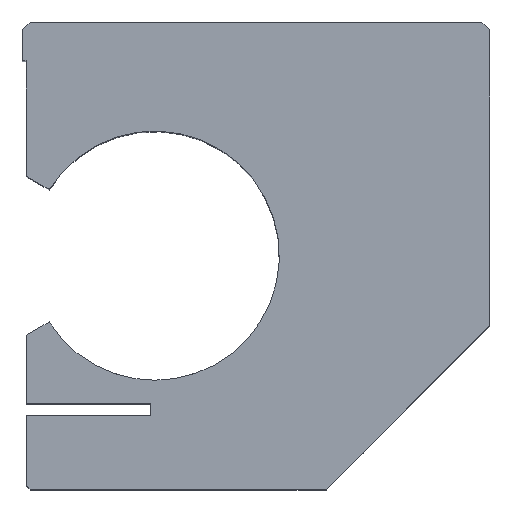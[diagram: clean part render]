
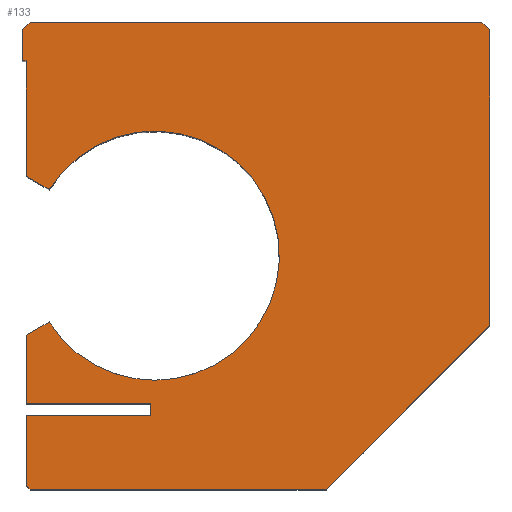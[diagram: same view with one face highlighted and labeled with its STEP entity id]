
A CAD part, top view. The second image highlights one B-rep face of the part: STEP entity #133.
In plain terms, the highlighted planar face has unit normal (0, 0, 1).
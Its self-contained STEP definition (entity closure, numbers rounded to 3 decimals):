
#133 = ADVANCED_FACE( '', ( #266 ), #267, .T. );
#266 = FACE_OUTER_BOUND( '', #400, .T. );
#267 = PLANE( '', #401 );
#400 = EDGE_LOOP( '', ( #856, #857, #858, #859, #860, #861, #862, #863, #864, #865, #866, #867, #868, #869, #870, #871, #872, #873, #874 ) );
#401 = AXIS2_PLACEMENT_3D( '', #875, #876, #877 );
#856 = ORIENTED_EDGE( '', *, *, #1014, .F. );
#857 = ORIENTED_EDGE( '', *, *, #1056, .F. );
#858 = ORIENTED_EDGE( '', *, *, #1053, .F. );
#859 = ORIENTED_EDGE( '', *, *, #1050, .F. );
#860 = ORIENTED_EDGE( '', *, *, #1047, .F. );
#861 = ORIENTED_EDGE( '', *, *, #901, .F. );
#862 = ORIENTED_EDGE( '', *, *, #1046, .F. );
#863 = ORIENTED_EDGE( '', *, *, #1042, .F. );
#864 = ORIENTED_EDGE( '', *, *, #1039, .F. );
#865 = ORIENTED_EDGE( '', *, *, #1004, .F. );
#866 = ORIENTED_EDGE( '', *, *, #1009, .F. );
#867 = ORIENTED_EDGE( '', *, *, #1037, .F. );
#868 = ORIENTED_EDGE( '', *, *, #1032, .F. );
#869 = ORIENTED_EDGE( '', *, *, #1029, .F. );
#870 = ORIENTED_EDGE( '', *, *, #1026, .F. );
#871 = ORIENTED_EDGE( '', *, *, #983, .F. );
#872 = ORIENTED_EDGE( '', *, *, #1024, .F. );
#873 = ORIENTED_EDGE( '', *, *, #1021, .F. );
#874 = ORIENTED_EDGE( '', *, *, #1018, .F. );
#875 = CARTESIAN_POINT( '', ( 0., 0., 54. ) );
#876 = DIRECTION( '', ( 0., 0., 1. ) );
#877 = DIRECTION( '', ( 1., 0., 0. ) );
#901 = EDGE_CURVE( '', #1058, #1061, #1062, .T. );
#983 = EDGE_CURVE( '', #1208, #1210, #1211, .T. );
#1004 = EDGE_CURVE( '', #1233, #1235, #1236, .T. );
#1009 = EDGE_CURVE( '', #1242, #1233, #1244, .T. );
#1014 = EDGE_CURVE( '', #1249, #1250, #1251, .T. );
#1018 = EDGE_CURVE( '', #1250, #1257, #1258, .T. );
#1021 = EDGE_CURVE( '', #1257, #1262, #1263, .T. );
#1024 = EDGE_CURVE( '', #1262, #1208, #1267, .T. );
#1026 = EDGE_CURVE( '', #1210, #1269, #1270, .T. );
#1029 = EDGE_CURVE( '', #1269, #1274, #1275, .T. );
#1032 = EDGE_CURVE( '', #1274, #1279, #1280, .T. );
#1037 = EDGE_CURVE( '', #1279, #1242, #1287, .T. );
#1039 = EDGE_CURVE( '', #1235, #1289, #1290, .T. );
#1042 = EDGE_CURVE( '', #1289, #1294, #1295, .T. );
#1046 = EDGE_CURVE( '', #1294, #1058, #1300, .T. );
#1047 = EDGE_CURVE( '', #1061, #1301, #1302, .T. );
#1050 = EDGE_CURVE( '', #1301, #1306, #1307, .T. );
#1053 = EDGE_CURVE( '', #1306, #1311, #1312, .T. );
#1056 = EDGE_CURVE( '', #1311, #1249, #1316, .T. );
#1058 = VERTEX_POINT( '', #1318 );
#1061 = VERTEX_POINT( '', #1322 );
#1062 = CIRCLE( '', #1323, 16. );
#1208 = VERTEX_POINT( '', #1574 );
#1210 = VERTEX_POINT( '', #1577 );
#1211 = LINE( '', #1578, #1579 );
#1233 = VERTEX_POINT( '', #1636 );
#1235 = VERTEX_POINT( '', #1639 );
#1236 = LINE( '', #1640, #1641 );
#1242 = VERTEX_POINT( '', #1650 );
#1244 = LINE( '', #1653, #1654 );
#1249 = VERTEX_POINT( '', #1659 );
#1250 = VERTEX_POINT( '', #1660 );
#1251 = LINE( '', #1661, #1662 );
#1257 = VERTEX_POINT( '', #1671 );
#1258 = LINE( '', #1672, #1673 );
#1262 = VERTEX_POINT( '', #1679 );
#1263 = LINE( '', #1680, #1681 );
#1267 = LINE( '', #1687, #1688 );
#1269 = VERTEX_POINT( '', #1691 );
#1270 = LINE( '', #1692, #1693 );
#1274 = VERTEX_POINT( '', #1699 );
#1275 = LINE( '', #1700, #1701 );
#1279 = VERTEX_POINT( '', #1707 );
#1280 = LINE( '', #1708, #1709 );
#1287 = LINE( '', #1720, #1721 );
#1289 = VERTEX_POINT( '', #1724 );
#1290 = LINE( '', #1725, #1726 );
#1294 = VERTEX_POINT( '', #1732 );
#1295 = LINE( '', #1733, #1734 );
#1300 = CIRCLE( '', #1741, 16. );
#1301 = VERTEX_POINT( '', #1742 );
#1302 = LINE( '', #1743, #1744 );
#1306 = VERTEX_POINT( '', #1750 );
#1307 = LINE( '', #1751, #1752 );
#1311 = VERTEX_POINT( '', #1758 );
#1312 = LINE( '', #1759, #1760 );
#1316 = LINE( '', #1766, #1767 );
#1318 = CARTESIAN_POINT( '', ( 0.555, 21.5, 54. ) );
#1322 = CARTESIAN_POINT( '', ( -26.555, 38.5, 54. ) );
#1323 = AXIS2_PLACEMENT_3D( '', #1771, #1772, #1773 );
#1574 = CARTESIAN_POINT( '', ( 30., 21., 54. ) );
#1577 = CARTESIAN_POINT( '', ( 9., 0., 54. ) );
#1578 = CARTESIAN_POINT( '', ( 9., 0., 54. ) );
#1579 = VECTOR( '', #1930, 1. );
#1636 = CARTESIAN_POINT( '', ( -13.5, 11., 54. ) );
#1639 = CARTESIAN_POINT( '', ( -29.5, 11., 54. ) );
#1640 = CARTESIAN_POINT( '', ( -29.5, 11., 54. ) );
#1641 = VECTOR( '', #1982, 1. );
#1650 = CARTESIAN_POINT( '', ( -13.5, 9.5, 54. ) );
#1653 = CARTESIAN_POINT( '', ( -13.5, 11., 54. ) );
#1654 = VECTOR( '', #1987, 1. );
#1659 = CARTESIAN_POINT( '', ( -30., 59., 54. ) );
#1660 = CARTESIAN_POINT( '', ( -29., 60., 54. ) );
#1661 = CARTESIAN_POINT( '', ( -29., 60., 54. ) );
#1662 = VECTOR( '', #2000, 1. );
#1671 = CARTESIAN_POINT( '', ( 29., 60., 54. ) );
#1672 = CARTESIAN_POINT( '', ( 29., 60., 54. ) );
#1673 = VECTOR( '', #2004, 1. );
#1679 = CARTESIAN_POINT( '', ( 30., 59., 54. ) );
#1680 = CARTESIAN_POINT( '', ( 30., 59., 54. ) );
#1681 = VECTOR( '', #2007, 1. );
#1687 = CARTESIAN_POINT( '', ( 30., 21., 54. ) );
#1688 = VECTOR( '', #2010, 1. );
#1691 = CARTESIAN_POINT( '', ( -29., 0., 54. ) );
#1692 = CARTESIAN_POINT( '', ( -29., 0., 54. ) );
#1693 = VECTOR( '', #2012, 1. );
#1699 = CARTESIAN_POINT( '', ( -29.5, 0.5, 54. ) );
#1700 = CARTESIAN_POINT( '', ( -29.5, 0.5, 54. ) );
#1701 = VECTOR( '', #2015, 1. );
#1707 = CARTESIAN_POINT( '', ( -29.5, 9.5, 54. ) );
#1708 = CARTESIAN_POINT( '', ( -29.5, 9.5, 54. ) );
#1709 = VECTOR( '', #2018, 1. );
#1720 = CARTESIAN_POINT( '', ( -13.5, 9.5, 54. ) );
#1721 = VECTOR( '', #2023, 1. );
#1724 = CARTESIAN_POINT( '', ( -29.5, 19.8, 54. ) );
#1725 = CARTESIAN_POINT( '', ( -29.5, 19.8, 54. ) );
#1726 = VECTOR( '', #2025, 1. );
#1732 = CARTESIAN_POINT( '', ( -26.555, 21.5, 54. ) );
#1733 = CARTESIAN_POINT( '', ( -26.555, 21.5, 54. ) );
#1734 = VECTOR( '', #2028, 1. );
#1741 = AXIS2_PLACEMENT_3D( '', #2034, #2035, #2036 );
#1742 = CARTESIAN_POINT( '', ( -29.5, 40.2, 54. ) );
#1743 = CARTESIAN_POINT( '', ( -29.5, 40.2, 54. ) );
#1744 = VECTOR( '', #2037, 1. );
#1750 = CARTESIAN_POINT( '', ( -29.5, 55., 54. ) );
#1751 = CARTESIAN_POINT( '', ( -29.5, 55., 54. ) );
#1752 = VECTOR( '', #2040, 1. );
#1758 = CARTESIAN_POINT( '', ( -30., 55., 54. ) );
#1759 = CARTESIAN_POINT( '', ( -30., 55., 54. ) );
#1760 = VECTOR( '', #2043, 1. );
#1766 = CARTESIAN_POINT( '', ( -30., 59., 54. ) );
#1767 = VECTOR( '', #2046, 1. );
#1771 = CARTESIAN_POINT( '', ( -13., 30., 54. ) );
#1772 = DIRECTION( '', ( 0., 0., 1. ) );
#1773 = DIRECTION( '', ( -0.847, 0.531, 0. ) );
#1930 = DIRECTION( '', ( -0.707, -0.707, 0. ) );
#1982 = DIRECTION( '', ( -1., 0., 0. ) );
#1987 = DIRECTION( '', ( 0., 1., 0. ) );
#2000 = DIRECTION( '', ( 0.707, 0.707, 0. ) );
#2004 = DIRECTION( '', ( 1., 0., 0. ) );
#2007 = DIRECTION( '', ( 0.707, -0.707, 0. ) );
#2010 = DIRECTION( '', ( 0., -1., 0. ) );
#2012 = DIRECTION( '', ( -1., 0., 0. ) );
#2015 = DIRECTION( '', ( -0.707, 0.707, 0. ) );
#2018 = DIRECTION( '', ( 0., 1., 0. ) );
#2023 = DIRECTION( '', ( 1., 0., 0. ) );
#2025 = DIRECTION( '', ( 0., 1., 0. ) );
#2028 = DIRECTION( '', ( 0.866, 0.5, 0. ) );
#2034 = CARTESIAN_POINT( '', ( -13., 30., 54. ) );
#2035 = DIRECTION( '', ( 0., 0., 1. ) );
#2036 = DIRECTION( '', ( -0.847, 0.531, 0. ) );
#2037 = DIRECTION( '', ( -0.866, 0.5, 0. ) );
#2040 = DIRECTION( '', ( 0., 1., 0. ) );
#2043 = DIRECTION( '', ( -1., 0., 0. ) );
#2046 = DIRECTION( '', ( 0., 1., 0. ) );
